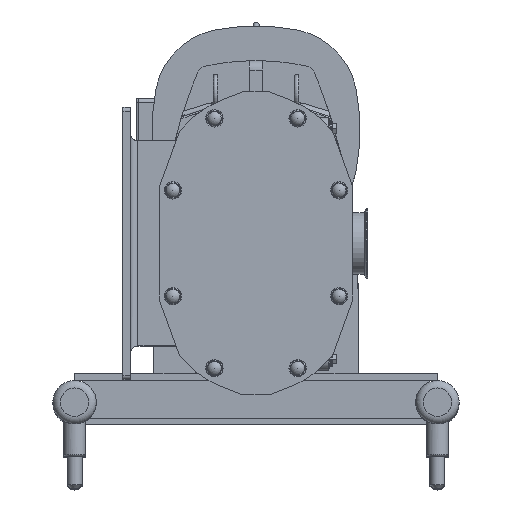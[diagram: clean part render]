
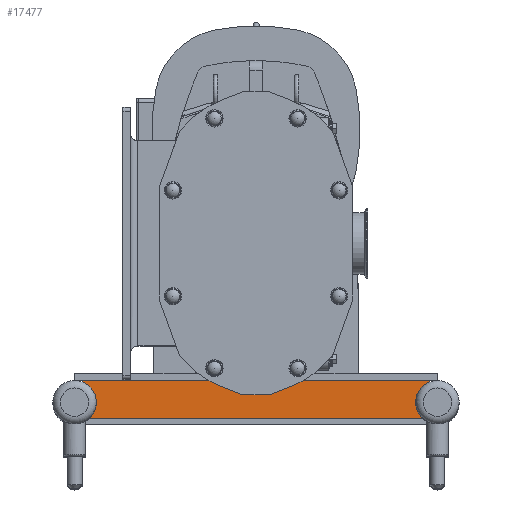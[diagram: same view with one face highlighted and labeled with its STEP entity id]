
A CAD part, top view. The second image highlights one B-rep face of the part: STEP entity #17477.
In plain terms, the highlighted planar face has unit normal (0, 0, 1).
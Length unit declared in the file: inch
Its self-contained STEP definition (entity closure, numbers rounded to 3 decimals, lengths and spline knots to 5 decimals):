
#959=PLANE('',#19168);
#2196=LINE('',#32482,#3471);
#2199=LINE('',#32490,#3474);
#2201=LINE('',#32494,#3476);
#2202=LINE('',#32496,#3477);
#3471=VECTOR('',#23744,0.3937);
#3474=VECTOR('',#23753,0.3937);
#3476=VECTOR('',#23757,0.3937);
#3477=VECTOR('',#23760,0.3937);
#4811=FACE_OUTER_BOUND('',#5870,.T.);
#5870=EDGE_LOOP('',(#16041,#16042,#16043,#16044,#16045,#16046));
#6694=CIRCLE('',#19162,1.44);
#6695=CIRCLE('',#19165,1.44);
#8615=VERTEX_POINT('',#32474);
#8616=VERTEX_POINT('',#32476);
#8617=VERTEX_POINT('',#32480);
#8618=VERTEX_POINT('',#32484);
#8619=VERTEX_POINT('',#32488);
#8620=VERTEX_POINT('',#32492);
#11123=EDGE_CURVE('',#8616,#8615,#6694,.T.);
#11126=EDGE_CURVE('',#8615,#8617,#2196,.T.);
#11128=EDGE_CURVE('',#8617,#8618,#6695,.T.);
#11130=EDGE_CURVE('',#8618,#8619,#2199,.T.);
#11132=EDGE_CURVE('',#8620,#8616,#2201,.T.);
#11133=EDGE_CURVE('',#8619,#8620,#2202,.T.);
#16041=ORIENTED_EDGE('',*,*,#11133,.T.);
#16042=ORIENTED_EDGE('',*,*,#11132,.T.);
#16043=ORIENTED_EDGE('',*,*,#11123,.T.);
#16044=ORIENTED_EDGE('',*,*,#11126,.T.);
#16045=ORIENTED_EDGE('',*,*,#11128,.T.);
#16046=ORIENTED_EDGE('',*,*,#11130,.T.);
#17477=ADVANCED_FACE('',(#4811),#959,.T.);
#19162=AXIS2_PLACEMENT_3D('',#32477,#23738,#23739);
#19165=AXIS2_PLACEMENT_3D('',#32486,#23748,#23749);
#19168=AXIS2_PLACEMENT_3D('',#32495,#23758,#23759);
#23738=DIRECTION('center_axis',(0.,0.,
-1.));
#23739=DIRECTION('ref_axis',(0.677,-0.736,0.));
#23744=DIRECTION('',(1.,0.,0.));
#23748=DIRECTION('center_axis',(0.,0.,
-1.));
#23749=DIRECTION('ref_axis',(-0.347,0.938,0.));
#23753=DIRECTION('',(0.,1.,0.));
#23757=DIRECTION('',(0.,-1.,0.));
#23758=DIRECTION('center_axis',(0.,0.,
1.));
#23759=DIRECTION('ref_axis',(1.,0.,0.));
#23760=DIRECTION('',(-1.,0.,0.));
#32474=CARTESIAN_POINT('',(-11.02782,-11.5595,-12.446));
#32476=CARTESIAN_POINT('',(-11.5025,-9.14909,-12.446));
#32477=CARTESIAN_POINT('Origin',(-12.0025,-10.4995,-12.446));
#32480=CARTESIAN_POINT('',(11.02282,-11.5595,-12.446));
#32482=CARTESIAN_POINT('',(11.02282,-11.5595,-12.446));
#32484=CARTESIAN_POINT('',(11.4975,-9.14909,-12.446));
#32486=CARTESIAN_POINT('Origin',(11.9975,-10.4995,-12.446));
#32488=CARTESIAN_POINT('',(11.4975,-9.062,-12.446));
#32490=CARTESIAN_POINT('',(11.4975,-9.0595,-12.446));
#32492=CARTESIAN_POINT('',(-11.5025,-9.062,-12.446));
#32494=CARTESIAN_POINT('',(-11.5025,-9.14909,-12.446));
#32495=CARTESIAN_POINT('Origin',(-0.0025,-10.27749,
-12.446));
#32496=CARTESIAN_POINT('',(-0.0025,-9.062,-12.446));
